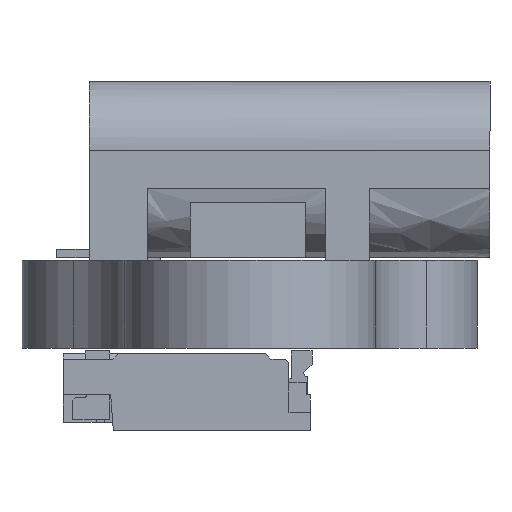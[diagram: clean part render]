
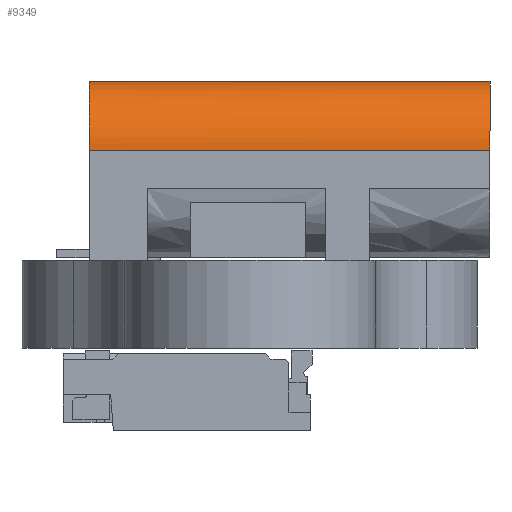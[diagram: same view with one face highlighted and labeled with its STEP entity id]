
A CAD part, left-side view. The second image highlights one B-rep face of the part: STEP entity #9349.
In plain terms, the highlighted free-form (B-spline) face has degree [2, 1] with [3, 2] control points.
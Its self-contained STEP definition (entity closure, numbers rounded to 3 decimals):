
#1961 = B_SPLINE_SURFACE_WITH_KNOTS('',1,1,(
    (#1962,#1963)
    ,(#1964,#1965
    )),.UNSPECIFIED.,.F.,.F.,.F.,(2,2),(2,2),(-4.47,4.47),(-2.405,1.605)
  ,.PIECEWISE_BEZIER_KNOTS.);
#1962 = CARTESIAN_POINT('',(8.94,-0.8,-7.3));
#1963 = CARTESIAN_POINT('',(8.94,3.21,-7.3));
#1964 = CARTESIAN_POINT('',(0.,-0.8,-7.3));
#1965 = CARTESIAN_POINT('',(0.,3.21,-7.3));
#3901 = VERTEX_POINT('',#3902);
#3902 = CARTESIAN_POINT('',(0.,1.955,-7.3));
#3914 = B_SPLINE_SURFACE_WITH_KNOTS('',1,1,(
    (#3915,#3916)
    ,(#3917,#3918
    )),.UNSPECIFIED.,.F.,.F.,.F.,(2,2),(2,2),(-1.,1.955),(0.,7.3),
  .PIECEWISE_BEZIER_KNOTS.);
#3915 = CARTESIAN_POINT('',(0.,-1.,0.));
#3916 = CARTESIAN_POINT('',(0.,-1.,-7.3));
#3917 = CARTESIAN_POINT('',(0.,1.955,0.));
#3918 = CARTESIAN_POINT('',(0.,1.955,-7.3));
#3925 = EDGE_CURVE('',#3926,#3901,#3928,.T.);
#3926 = VERTEX_POINT('',#3927);
#3927 = CARTESIAN_POINT('',(1.255,3.21,-7.3));
#3928 = SURFACE_CURVE('',#3929,(#3933,#3940),.PCURVE_S1.);
#3929 = ( BOUNDED_CURVE() B_SPLINE_CURVE(2,(#3930,#3931,#3932),
.UNSPECIFIED.,.F.,.F.) B_SPLINE_CURVE_WITH_KNOTS((3,3),(5.498,
7.069),.PIECEWISE_BEZIER_KNOTS.) CURVE() 
GEOMETRIC_REPRESENTATION_ITEM() RATIONAL_B_SPLINE_CURVE((1.,
0.707,1.)) REPRESENTATION_ITEM('') );
#3930 = CARTESIAN_POINT('',(1.255,3.21,-7.3));
#3931 = CARTESIAN_POINT('',(0.,3.21,-7.3));
#3932 = CARTESIAN_POINT('',(0.,1.955,-7.3));
#3933 = PCURVE('',#1961,#3934);
#3934 = DEFINITIONAL_REPRESENTATION('',(#3935),#3939);
#3935 = ( BOUNDED_CURVE() B_SPLINE_CURVE(2,(#3936,#3937,#3938),
.UNSPECIFIED.,.F.,.F.) B_SPLINE_CURVE_WITH_KNOTS((3,3),(5.498,
7.069),.PIECEWISE_BEZIER_KNOTS.) CURVE() 
GEOMETRIC_REPRESENTATION_ITEM() RATIONAL_B_SPLINE_CURVE((1.,
0.707,1.)) REPRESENTATION_ITEM('') );
#3936 = CARTESIAN_POINT('',(3.215,1.605));
#3937 = CARTESIAN_POINT('',(4.47,1.605));
#3938 = CARTESIAN_POINT('',(4.47,0.35));
#3939 = ( GEOMETRIC_REPRESENTATION_CONTEXT(2) 
PARAMETRIC_REPRESENTATION_CONTEXT() REPRESENTATION_CONTEXT('2D SPACE',''
  ) );
#3940 = PCURVE('',#3941,#3948);
#3941 = ( BOUNDED_SURFACE() B_SPLINE_SURFACE(2,1,(
    (#3942,#3943)
    ,(#3944,#3945)
    ,(#3946,#3947
)),.UNSPECIFIED.,.F.,.F.,.F.) B_SPLINE_SURFACE_WITH_KNOTS((3,3),(2,2),(
    5.498,7.069),(0.,7.3),.PIECEWISE_BEZIER_KNOTS.) 
GEOMETRIC_REPRESENTATION_ITEM() RATIONAL_B_SPLINE_SURFACE((
    (1.,1.)
    ,(0.707,0.707)
,(1.,1.))) REPRESENTATION_ITEM('') SURFACE() );
#3942 = CARTESIAN_POINT('',(0.,1.955,0.));
#3943 = CARTESIAN_POINT('',(0.,1.955,-7.3));
#3944 = CARTESIAN_POINT('',(0.,3.21,0.));
#3945 = CARTESIAN_POINT('',(0.,3.21,-7.3));
#3946 = CARTESIAN_POINT('',(1.255,3.21,0.));
#3947 = CARTESIAN_POINT('',(1.255,3.21,-7.3));
#3948 = DEFINITIONAL_REPRESENTATION('',(#3949),#3953);
#3949 = B_SPLINE_CURVE_WITH_KNOTS('',2,(#3950,#3951,#3952),
  .UNSPECIFIED.,.F.,.F.,(3,3),(5.498,7.069),
  .PIECEWISE_BEZIER_KNOTS.);
#3950 = CARTESIAN_POINT('',(7.069,7.3));
#3951 = CARTESIAN_POINT('',(6.283,7.3));
#3952 = CARTESIAN_POINT('',(5.498,7.3));
#3953 = ( GEOMETRIC_REPRESENTATION_CONTEXT(2) 
PARAMETRIC_REPRESENTATION_CONTEXT() REPRESENTATION_CONTEXT('2D SPACE',''
  ) );
#3969 = B_SPLINE_SURFACE_WITH_KNOTS('',1,1,(
    (#3970,#3971)
    ,(#3972,#3973
  )),.UNSPECIFIED.,.F.,.F.,.F.,(2,2),(2,2),(1.255,7.685),(0.,7.3),
  .PIECEWISE_BEZIER_KNOTS.);
#3970 = CARTESIAN_POINT('',(1.255,3.21,0.));
#3971 = CARTESIAN_POINT('',(1.255,3.21,-7.3));
#3972 = CARTESIAN_POINT('',(7.685,3.21,0.));
#3973 = CARTESIAN_POINT('',(7.685,3.21,-7.3));
#5781 = B_SPLINE_SURFACE_WITH_KNOTS('',1,1,(
    (#5782,#5783)
    ,(#5784,#5785
    )),.UNSPECIFIED.,.F.,.F.,.F.,(2,2),(2,2),(-4.47,4.47),(-1.605,1.605)
  ,.PIECEWISE_BEZIER_KNOTS.);
#5782 = CARTESIAN_POINT('',(0.,0.,0.));
#5783 = CARTESIAN_POINT('',(0.,3.21,0.));
#5784 = CARTESIAN_POINT('',(8.94,0.,0.));
#5785 = CARTESIAN_POINT('',(8.94,3.21,0.));
#6346 = VERTEX_POINT('',#6347);
#6347 = CARTESIAN_POINT('',(0.,1.955,0.));
#6365 = EDGE_CURVE('',#3901,#6346,#6366,.T.);
#6366 = SURFACE_CURVE('',#6367,(#6370,#6376),.PCURVE_S1.);
#6367 = B_SPLINE_CURVE_WITH_KNOTS('',1,(#6368,#6369),.UNSPECIFIED.,.F.,
  .F.,(2,2),(-7.3,0.),.PIECEWISE_BEZIER_KNOTS.);
#6368 = CARTESIAN_POINT('',(0.,1.955,-7.3));
#6369 = CARTESIAN_POINT('',(0.,1.955,0.));
#6370 = PCURVE('',#3914,#6371);
#6371 = DEFINITIONAL_REPRESENTATION('',(#6372),#6375);
#6372 = B_SPLINE_CURVE_WITH_KNOTS('',1,(#6373,#6374),.UNSPECIFIED.,.F.,
  .F.,(2,2),(-7.3,0.),.PIECEWISE_BEZIER_KNOTS.);
#6373 = CARTESIAN_POINT('',(1.955,7.3));
#6374 = CARTESIAN_POINT('',(1.955,0.));
#6375 = ( GEOMETRIC_REPRESENTATION_CONTEXT(2) 
PARAMETRIC_REPRESENTATION_CONTEXT() REPRESENTATION_CONTEXT('2D SPACE',''
  ) );
#6376 = PCURVE('',#3941,#6377);
#6377 = DEFINITIONAL_REPRESENTATION('',(#6378),#6382);
#6378 = B_SPLINE_CURVE_WITH_KNOTS('',2,(#6379,#6380,#6381),
  .UNSPECIFIED.,.F.,.F.,(3,3),(-7.3,0.),.PIECEWISE_BEZIER_KNOTS.);
#6379 = CARTESIAN_POINT('',(5.498,7.3));
#6380 = CARTESIAN_POINT('',(5.498,3.65));
#6381 = CARTESIAN_POINT('',(5.498,0.));
#6382 = ( GEOMETRIC_REPRESENTATION_CONTEXT(2) 
PARAMETRIC_REPRESENTATION_CONTEXT() REPRESENTATION_CONTEXT('2D SPACE',''
  ) );
#9255 = VERTEX_POINT('',#9256);
#9256 = CARTESIAN_POINT('',(1.255,3.21,0.));
#9274 = EDGE_CURVE('',#6346,#9255,#9275,.T.);
#9275 = SURFACE_CURVE('',#9276,(#9280,#9287),.PCURVE_S1.);
#9276 = ( BOUNDED_CURVE() B_SPLINE_CURVE(2,(#9277,#9278,#9279),
.UNSPECIFIED.,.F.,.F.) B_SPLINE_CURVE_WITH_KNOTS((3,3),(5.498,
7.069),.PIECEWISE_BEZIER_KNOTS.) CURVE() 
GEOMETRIC_REPRESENTATION_ITEM() RATIONAL_B_SPLINE_CURVE((1.,
0.707,1.)) REPRESENTATION_ITEM('') );
#9277 = CARTESIAN_POINT('',(0.,1.955,0.));
#9278 = CARTESIAN_POINT('',(0.,3.21,0.));
#9279 = CARTESIAN_POINT('',(1.255,3.21,0.));
#9280 = PCURVE('',#5781,#9281);
#9281 = DEFINITIONAL_REPRESENTATION('',(#9282),#9286);
#9282 = ( BOUNDED_CURVE() B_SPLINE_CURVE(2,(#9283,#9284,#9285),
.UNSPECIFIED.,.F.,.F.) B_SPLINE_CURVE_WITH_KNOTS((3,3),(5.498,
7.069),.PIECEWISE_BEZIER_KNOTS.) CURVE() 
GEOMETRIC_REPRESENTATION_ITEM() RATIONAL_B_SPLINE_CURVE((1.,
0.707,1.)) REPRESENTATION_ITEM('') );
#9283 = CARTESIAN_POINT('',(-4.47,0.35));
#9284 = CARTESIAN_POINT('',(-4.47,1.605));
#9285 = CARTESIAN_POINT('',(-3.215,1.605));
#9286 = ( GEOMETRIC_REPRESENTATION_CONTEXT(2) 
PARAMETRIC_REPRESENTATION_CONTEXT() REPRESENTATION_CONTEXT('2D SPACE',''
  ) );
#9287 = PCURVE('',#3941,#9288);
#9288 = DEFINITIONAL_REPRESENTATION('',(#9289),#9293);
#9289 = B_SPLINE_CURVE_WITH_KNOTS('',2,(#9290,#9291,#9292),
  .UNSPECIFIED.,.F.,.F.,(3,3),(5.498,7.069),
  .PIECEWISE_BEZIER_KNOTS.);
#9290 = CARTESIAN_POINT('',(5.498,0.));
#9291 = CARTESIAN_POINT('',(6.283,0.));
#9292 = CARTESIAN_POINT('',(7.069,0.));
#9293 = ( GEOMETRIC_REPRESENTATION_CONTEXT(2) 
PARAMETRIC_REPRESENTATION_CONTEXT() REPRESENTATION_CONTEXT('2D SPACE',''
  ) );
#9349 = ADVANCED_FACE('',(#9350),#3941,.T.);
#9350 = FACE_BOUND('',#9351,.T.);
#9351 = EDGE_LOOP('',(#9352,#9353,#9354,#9355));
#9352 = ORIENTED_EDGE('',*,*,#3925,.T.);
#9353 = ORIENTED_EDGE('',*,*,#6365,.T.);
#9354 = ORIENTED_EDGE('',*,*,#9274,.T.);
#9355 = ORIENTED_EDGE('',*,*,#9356,.T.);
#9356 = EDGE_CURVE('',#9255,#3926,#9357,.T.);
#9357 = SURFACE_CURVE('',#9358,(#9361,#9368),.PCURVE_S1.);
#9358 = B_SPLINE_CURVE_WITH_KNOTS('',1,(#9359,#9360),.UNSPECIFIED.,.F.,
  .F.,(2,2),(0.,7.3),.PIECEWISE_BEZIER_KNOTS.);
#9359 = CARTESIAN_POINT('',(1.255,3.21,0.));
#9360 = CARTESIAN_POINT('',(1.255,3.21,-7.3));
#9361 = PCURVE('',#3941,#9362);
#9362 = DEFINITIONAL_REPRESENTATION('',(#9363),#9367);
#9363 = B_SPLINE_CURVE_WITH_KNOTS('',2,(#9364,#9365,#9366),
  .UNSPECIFIED.,.F.,.F.,(3,3),(0.,7.3),.PIECEWISE_BEZIER_KNOTS.);
#9364 = CARTESIAN_POINT('',(7.069,0.));
#9365 = CARTESIAN_POINT('',(7.069,3.65));
#9366 = CARTESIAN_POINT('',(7.069,7.3));
#9367 = ( GEOMETRIC_REPRESENTATION_CONTEXT(2) 
PARAMETRIC_REPRESENTATION_CONTEXT() REPRESENTATION_CONTEXT('2D SPACE',''
  ) );
#9368 = PCURVE('',#3969,#9369);
#9369 = DEFINITIONAL_REPRESENTATION('',(#9370),#9373);
#9370 = B_SPLINE_CURVE_WITH_KNOTS('',1,(#9371,#9372),.UNSPECIFIED.,.F.,
  .F.,(2,2),(0.,7.3),.PIECEWISE_BEZIER_KNOTS.);
#9371 = CARTESIAN_POINT('',(1.255,0.));
#9372 = CARTESIAN_POINT('',(1.255,7.3));
#9373 = ( GEOMETRIC_REPRESENTATION_CONTEXT(2) 
PARAMETRIC_REPRESENTATION_CONTEXT() REPRESENTATION_CONTEXT('2D SPACE',''
  ) );
